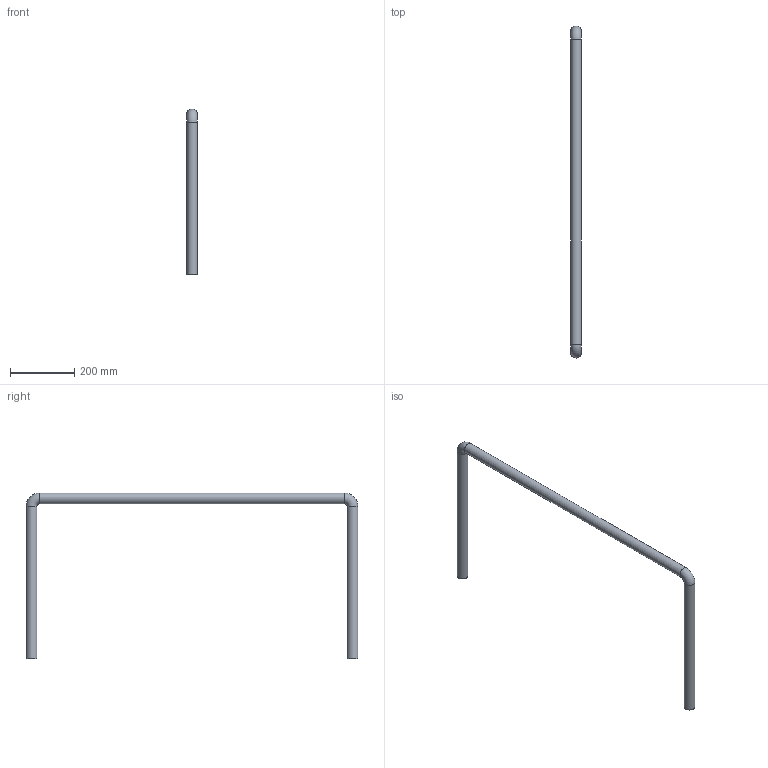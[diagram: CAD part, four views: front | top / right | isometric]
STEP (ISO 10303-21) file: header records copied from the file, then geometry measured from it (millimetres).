
FILE_DESCRIPTION(('FreeCAD Model'),'2;1');
FILE_NAME('Open CASCADE Shape Model','2023-08-18T12:09:43',('Author'),( ''),'Open CASCADE STEP processor 7.6','FreeCAD','Unknown');
FILE_SCHEMA(('AUTOMOTIVE_DESIGN { 1 0 10303 214 1 1 1 1 }'));
Length unit declared in the file: metre
Products named in the file (6): Traccia005; Tubo015; Tubo016; Tubo017; Curva010; Curva011
Assembly tree (5 placements, depth 2):
  Traccia005
    Tubo015
    Tubo016
    Tubo017
    Curva010
    Curva011
Bounding box: 33.4 x 1033.4 x 516.7 mm (x, y, z)
Volume: 630685.2 mm3; surface area: 376374.2 mm2
Topology: 5 solids, 5 shells, 20 faces, 38 edges, 28 vertices
Faces by surface type: plane 10, cylinder 6, torus 4
Full cylindrical faces by diameter (mm): 26.64 x3, 33.4 x3
Entity records: 702 total; most frequent: DIRECTION 122, CARTESIAN_POINT 92, ORIENTED_EDGE 76, AXIS2_PLACEMENT_3D 58, EDGE_CURVE 38, CIRCLE 32, FACE_BOUND 30, EDGE_LOOP 30
